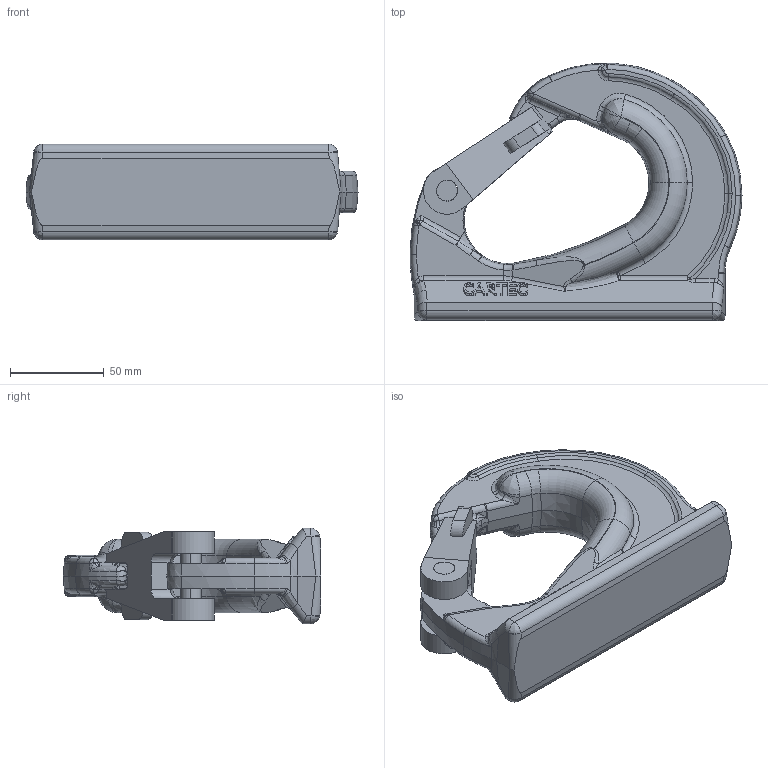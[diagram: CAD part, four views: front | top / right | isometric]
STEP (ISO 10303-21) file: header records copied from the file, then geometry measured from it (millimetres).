
FILE_DESCRIPTION(('STEP AP242'),'1');
FILE_NAME('c8058.stp','2019-05-21T08:02:46',('TraceParts'),('TraceParts S.A.'),'Spatial InterOp 3D',' ',' ');
FILE_SCHEMA(('AP242_MANAGED_MODEL_BASED_3D_ENGINEERING_MIM_LF {1 0 10303 442 1 1 4}'));
Length unit declared in the file: millimetre
Products named in the file (1): c8058_1
Bounding box: 176.61 x 136.82 x 51 mm (x, y, z)
Volume: 419932.3 mm3; surface area: 63926.2 mm2
Topology: 3 solids, 3 shells, 485 faces, 1216 edges, 705 vertices
Faces by surface type: bspline 167, plane 117, cylinder 95, torus 56, cone 38, sphere 12
Entity records: 22605 total; most frequent: CARTESIAN_POINT 8021, ORIENTED_EDGE 2352, DIRECTION 2115, EDGE_CURVE 1176, AXIS2_PLACEMENT_3D 831, VERTEX_POINT 705, EDGE_LOOP 499, STYLED_ITEM 488
